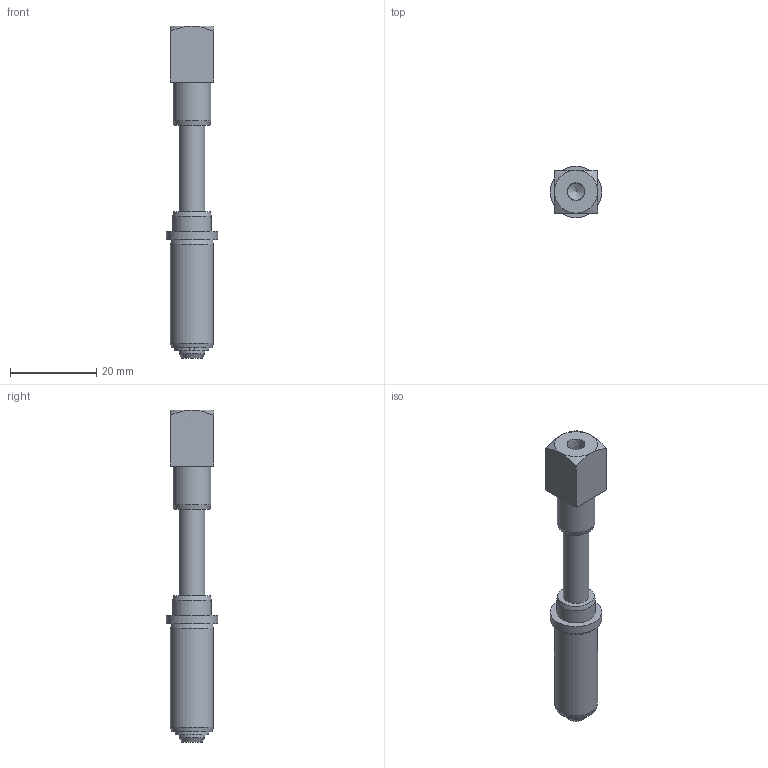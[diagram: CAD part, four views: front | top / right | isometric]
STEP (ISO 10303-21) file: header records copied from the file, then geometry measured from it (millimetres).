
FILE_DESCRIPTION((''),'2;1');
FILE_NAME('GR03.081A.stp','2007-09-07T12:21:12',('RKob'),(''),'Autodesk Inventor 11','Autodesk Inventor 11','');
FILE_SCHEMA(('AUTOMOTIVE_DESIGN { 1 0 10303 214 1 1 1 1 }'));
Length unit declared in the file: millimetre
Products named in the file (7): GR03; WSM-0608-06; Sprengring-SW6
Assembly tree (7 placements, depth 3):
  GR03
    GR03
    GR03
      WSM-0608-06  x2
      GR03
    GR03
    Sprengring-SW6
Bounding box: 12 x 12 x 77 mm (x, y, z)
Volume: 4757.6 mm3; surface area: 4765.9 mm2
Topology: 6 solids, 6 shells, 54 faces, 101 edges, 65 vertices
Faces by surface type: plane 23, cylinder 15, cone 9, bspline 7
Full cylindrical faces by diameter (mm): 5.7 x1, 6 x5, 6.3 x1, 8 x2, 8.8 x1, 9 x1, 10 x1, 12 x1
Entity records: 1376 total; most frequent: CARTESIAN_POINT 295, DIRECTION 218, ORIENTED_EDGE 136, AXIS2_PLACEMENT_3D 101, EDGE_LOOP 86, EDGE_CURVE 68, VERTEX_POINT 56, FACE_OUTER_BOUND 50
